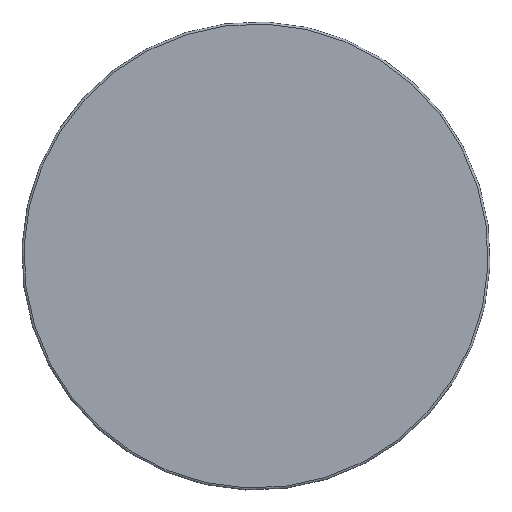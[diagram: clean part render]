
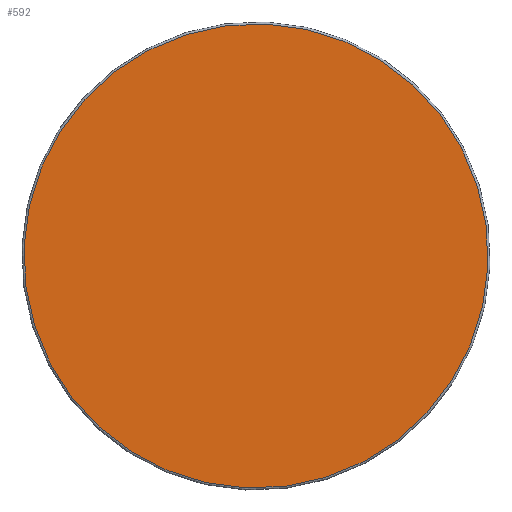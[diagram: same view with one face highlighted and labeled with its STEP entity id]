
A CAD part, front view. The second image highlights one B-rep face of the part: STEP entity #592.
In plain terms, the highlighted planar face has unit normal (0, -1, 0).
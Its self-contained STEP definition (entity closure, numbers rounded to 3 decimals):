
#146=PLANE('',#807);
#174=FACE_OUTER_BOUND('',#219,.T.);
#219=EDGE_LOOP('',(#530,#531));
#299=CIRCLE('',#798,32.7);
#304=CIRCLE('',#803,32.7);
#347=VERTEX_POINT('',#1170);
#348=VERTEX_POINT('',#1171);
#407=EDGE_CURVE('',#347,#348,#299,.T.);
#412=EDGE_CURVE('',#348,#347,#304,.T.);
#530=ORIENTED_EDGE('',*,*,#407,.F.);
#531=ORIENTED_EDGE('',*,*,#412,.F.);
#592=ADVANCED_FACE('',(#174),#146,.T.);
#798=AXIS2_PLACEMENT_3D('',#1172,#977,#978);
#803=AXIS2_PLACEMENT_3D('',#1180,#987,#988);
#807=AXIS2_PLACEMENT_3D('',#1187,#996,#997);
#977=DIRECTION('center_axis',(0.,1.,0.));
#978=DIRECTION('ref_axis',(-1.,0.,0.));
#987=DIRECTION('center_axis',(0.,1.,0.));
#988=DIRECTION('ref_axis',(-1.,0.,0.));
#996=DIRECTION('center_axis',(0.,-1.,0.));
#997=DIRECTION('ref_axis',(0.,0.,-1.));
#1170=CARTESIAN_POINT('',(32.7,0.,0.));
#1171=CARTESIAN_POINT('',(0.,0.,32.7));
#1172=CARTESIAN_POINT('Origin',(0.,0.,0.));
#1180=CARTESIAN_POINT('Origin',(0.,0.,0.));
#1187=CARTESIAN_POINT('Origin',(0.,0.,0.));
